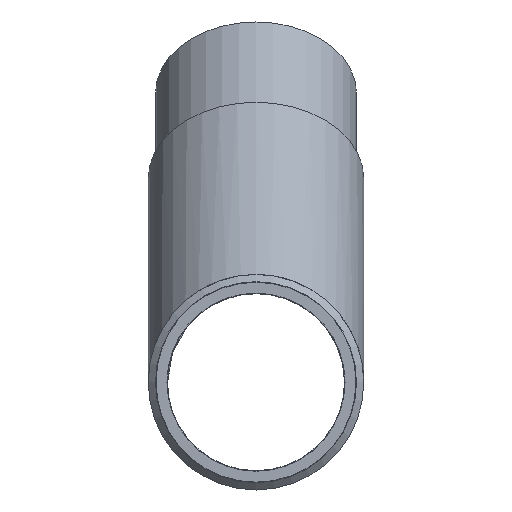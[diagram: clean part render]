
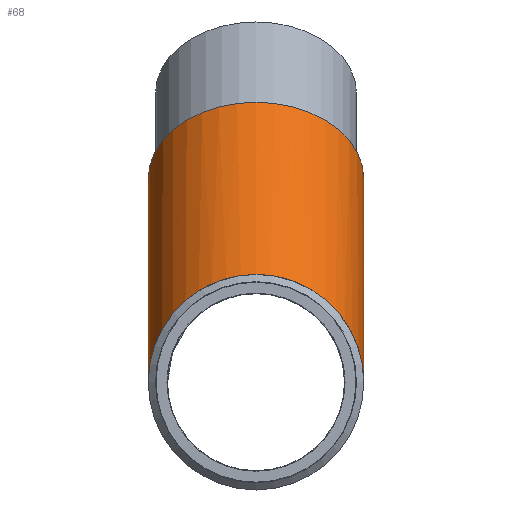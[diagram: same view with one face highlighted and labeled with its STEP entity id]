
A CAD part, left-side view. The second image highlights one B-rep face of the part: STEP entity #68.
In plain terms, the highlighted cylindrical face has radius 107.296 mm (diameter 214.592 mm), a full revolution.
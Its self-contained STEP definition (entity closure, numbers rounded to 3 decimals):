
#68 = ADVANCED_FACE( '', ( #149, #150 ), #151, .T. );
#149 = FACE_OUTER_BOUND( '', #230, .T. );
#150 = FACE_OUTER_BOUND( '', #231, .T. );
#151 = CYLINDRICAL_SURFACE( '', #232, 107.296 );
#230 = EDGE_LOOP( '', ( #334 ) );
#231 = EDGE_LOOP( '', ( #335, #336 ) );
#232 = AXIS2_PLACEMENT_3D( '', #337, #338, #339 );
#334 = ORIENTED_EDGE( '', *, *, #387, .F. );
#335 = ORIENTED_EDGE( '', *, *, #395, .T. );
#336 = ORIENTED_EDGE( '', *, *, #394, .T. );
#337 = CARTESIAN_POINT( '', ( 478.792, 0., 287.792 ) );
#338 = DIRECTION( '', ( -0.707, 0., -0.707 ) );
#339 = DIRECTION( '', ( 0.707, 0., -0.707 ) );
#387 = EDGE_CURVE( '', #440, #440, #441, .T. );
#394 = EDGE_CURVE( '', #450, #451, #452, .T. );
#395 = EDGE_CURVE( '', #451, #450, #453, .F. );
#440 = VERTEX_POINT( '', #500 );
#441 = CIRCLE( '', #501, 107.296 );
#450 = VERTEX_POINT( '', #510 );
#451 = VERTEX_POINT( '', #511 );
#452 = ELLIPSE( '', #512, 116.137, 107.296 );
#453 = ELLIPSE( '', #513, 280.378, 107.296 );
#500 = CARTESIAN_POINT( '', ( 469.6, 0., 126.86 ) );
#501 = AXIS2_PLACEMENT_3D( '', #565, #566, #567 );
#510 = CARTESIAN_POINT( '', ( 191., 107.296, 0. ) );
#511 = CARTESIAN_POINT( '', ( 191., -107.296, 0. ) );
#512 = AXIS2_PLACEMENT_3D( '', #574, #575, #576 );
#513 = AXIS2_PLACEMENT_3D( '', #577, #578, #579 );
#565 = CARTESIAN_POINT( '', ( 393.73, 0., 202.73 ) );
#566 = DIRECTION( '', ( 0.707, 0., 0.707 ) );
#567 = DIRECTION( '', ( 0.707, 0., -0.707 ) );
#574 = CARTESIAN_POINT( '', ( 191., 0., 0. ) );
#575 = DIRECTION( '', ( 0.924, 0., 0.383 ) );
#576 = DIRECTION( '', ( 0.383, 0., -0.924 ) );
#577 = CARTESIAN_POINT( '', ( 191., 0., 0. ) );
#578 = DIRECTION( '', ( 0.383, 0., -0.924 ) );
#579 = DIRECTION( '', ( 0.924, 0., 0.383 ) );
